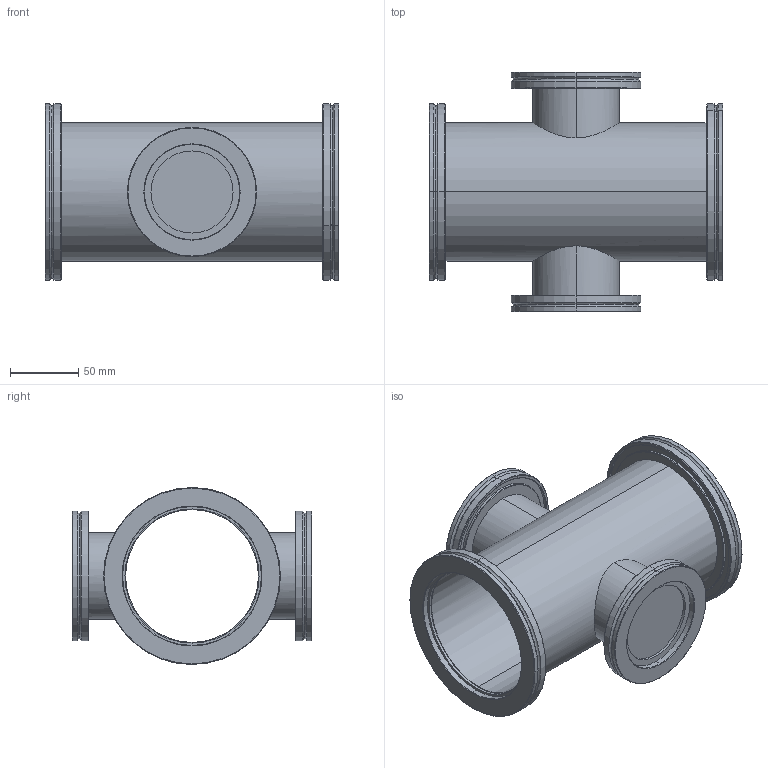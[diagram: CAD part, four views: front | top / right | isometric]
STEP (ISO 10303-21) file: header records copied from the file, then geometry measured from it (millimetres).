
FILE_DESCRIPTION (( 'STEP AP214' ), '1' );
FILE_NAME ('ISOX4R-100-63.STEP', '2017-06-13T07:41:05', ( 'Gebruiker' ), ( '' ), 'SwSTEP 2.0', 'SolidWorks 2017', '' );
FILE_SCHEMA (( 'AUTOMOTIVE_DESIGN' ));
Length unit declared in the file: millimetre
Products named in the file (4): ISO-K-Weld-All_ISO100-102; ISO-K-Weld-All_ISO63-64; ISO-K_Equal-4-Way-Cross_All_ISOX4R-100-63; ISOX4R-100-63
Assembly tree (5 placements, depth 2):
  ISOX4R-100-63
    ISO-K_Equal-4-Way-Cross_All_ISOX4R-100-63
    ISO-K-Weld-All_ISO63-64  x2
    ISO-K-Weld-All_ISO100-102  x2
Bounding box: 216 x 176 x 130 mm (x, y, z)
Volume: 343954.3 mm3; surface area: 225116.8 mm2
Topology: 5 solids, 5 shells, 153 faces, 308 edges, 184 vertices
Faces by surface type: cylinder 68, cone 40, plane 29, torus 16
Entity records: 2936 total; most frequent: CARTESIAN_POINT 901, DIRECTION 454, ORIENTED_EDGE 344, AXIS2_PLACEMENT_3D 197, EDGE_CURVE 172, CIRCLE 104, VERTEX_POINT 104, EDGE_LOOP 104
